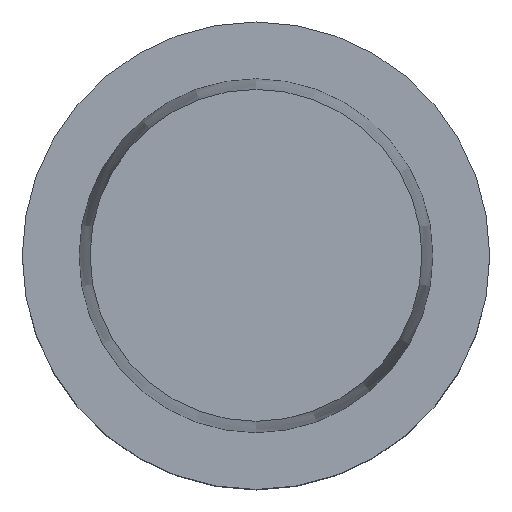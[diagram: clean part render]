
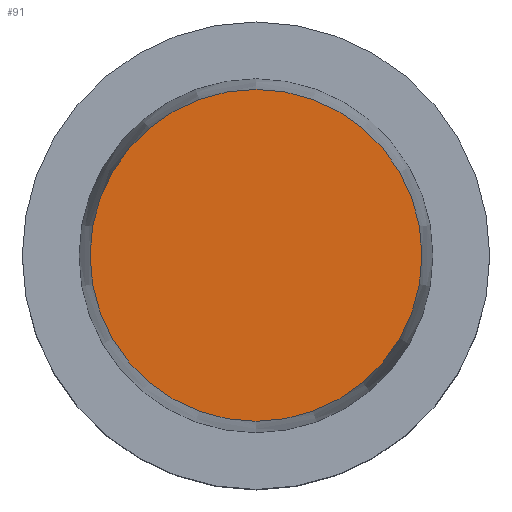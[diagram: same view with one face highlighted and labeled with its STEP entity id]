
A CAD part, top view. The second image highlights one B-rep face of the part: STEP entity #91.
In plain terms, the highlighted planar face has unit normal (0, 0, 1).
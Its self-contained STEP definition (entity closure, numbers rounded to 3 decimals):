
#91=ADVANCED_FACE('',(#141),#142,.T.);
#141=FACE_OUTER_BOUND('',#193,.T.);
#142=PLANE('',#194);
#193=EDGE_LOOP('',(#277));
#194=AXIS2_PLACEMENT_3D('',#278,#279,#280);
#277=ORIENTED_EDGE('',*,*,#302,.F.);
#278=CARTESIAN_POINT('',(0.,5.68,16.0));
#279=DIRECTION('',(0.,0.,1.0));
#280=DIRECTION('',(0.,-1.0,0.));
#302=EDGE_CURVE('',#335,#335,#336,.T.);
#335=VERTEX_POINT('',#369);
#336=CIRCLE('',#370,11.36);
#369=CARTESIAN_POINT('',(0.,11.36,16.0));
#370=AXIS2_PLACEMENT_3D('',#419,#420,#421);
#419=CARTESIAN_POINT('',(0.,0.,16.0));
#420=DIRECTION('',(0.,0.,-1.0));
#421=DIRECTION('',(0.,1.0,0.));
